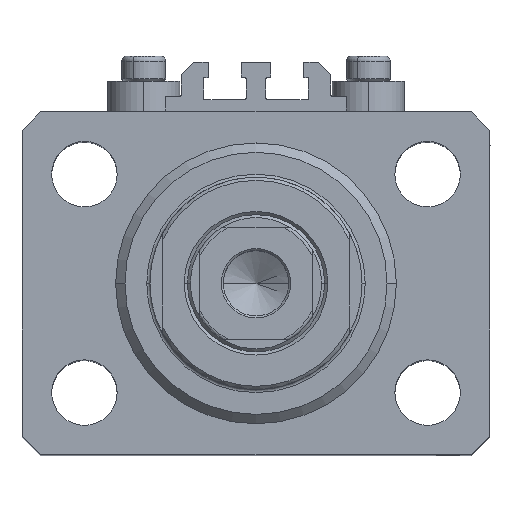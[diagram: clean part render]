
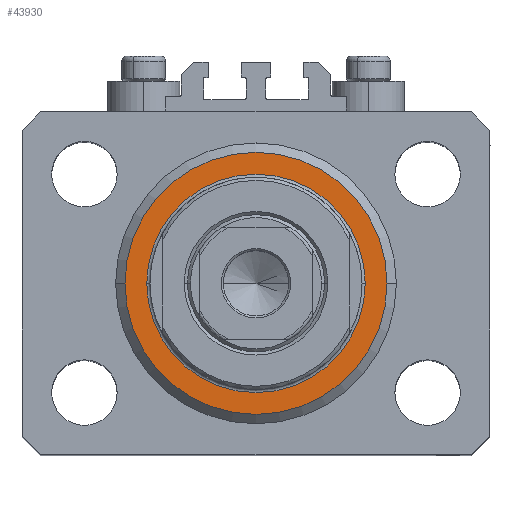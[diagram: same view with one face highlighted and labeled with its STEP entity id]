
A CAD part, top view. The second image highlights one B-rep face of the part: STEP entity #43930.
In plain terms, the highlighted face is planar.
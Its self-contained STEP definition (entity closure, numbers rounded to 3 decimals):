
#2696 = CARTESIAN_POINT ( 'NONE',  ( -17.5, 0., 0. ) ) ;
#3364 = CARTESIAN_POINT ( 'NONE',  ( 21., 0., 0. ) ) ;
#3819 = CARTESIAN_POINT ( 'NONE',  ( 0., 0., 0. ) ) ;
#5785 = CARTESIAN_POINT ( 'NONE',  ( 0., 0., 0. ) ) ;
#6211 = ORIENTED_EDGE ( 'NONE', *, *, #23956, .T. ) ;
#6608 = DIRECTION ( 'NONE',  ( 1., 0., 0. ) ) ;
#7420 = FACE_OUTER_BOUND ( 'NONE', #7875, .T. ) ;
#7545 = AXIS2_PLACEMENT_3D ( 'NONE', #5785, #31466, #13225 ) ;
#7875 = EDGE_LOOP ( 'NONE', ( #6211, #13373 ) ) ;
#7900 = EDGE_CURVE ( 'NONE', #41079, #14340, #14199, .T. ) ;
#9926 = AXIS2_PLACEMENT_3D ( 'NONE', #14636, #25691, #21847 ) ;
#10980 = CIRCLE ( 'NONE', #41629, 17.5 ) ;
#11262 = FACE_BOUND ( 'NONE', #34126, .T. ) ;
#13225 = DIRECTION ( 'NONE',  ( 1., 0., 0. ) ) ;
#13373 = ORIENTED_EDGE ( 'NONE', *, *, #22444, .T. ) ;
#13392 = CARTESIAN_POINT ( 'NONE',  ( -21., 0., 0. ) ) ;
#14199 = CIRCLE ( 'NONE', #16505, 17.5 ) ;
#14275 = CARTESIAN_POINT ( 'NONE',  ( 0., 0., 0. ) ) ;
#14340 = VERTEX_POINT ( 'NONE', #24343 ) ;
#14636 = CARTESIAN_POINT ( 'NONE',  ( 0., 0., 0. ) ) ;
#14687 = AXIS2_PLACEMENT_3D ( 'NONE', #3819, #36477, #18453 ) ;
#16505 = AXIS2_PLACEMENT_3D ( 'NONE', #21323, #40050, #39581 ) ;
#18453 = DIRECTION ( 'NONE',  ( 1., 0., 0. ) ) ;
#21013 = ORIENTED_EDGE ( 'NONE', *, *, #34560, .T. ) ;
#21323 = CARTESIAN_POINT ( 'NONE',  ( 0., 0., 0. ) ) ;
#21425 = CIRCLE ( 'NONE', #9926, 21. ) ;
#21847 = DIRECTION ( 'NONE',  ( 1., 0., 0. ) ) ;
#22444 = EDGE_CURVE ( 'NONE', #42442, #37834, #21425, .T. ) ;
#23956 = EDGE_CURVE ( 'NONE', #37834, #42442, #28250, .T. ) ;
#24343 = CARTESIAN_POINT ( 'NONE',  ( 17.5, 0., 0. ) ) ;
#25691 = DIRECTION ( 'NONE',  ( 0., 0., -1. ) ) ;
#28250 = CIRCLE ( 'NONE', #7545, 21. ) ;
#31466 = DIRECTION ( 'NONE',  ( 0., 0., -1. ) ) ;
#32292 = DIRECTION ( 'NONE',  ( 0., 0., 1. ) ) ;
#32621 = PLANE ( 'NONE',  #14687 ) ;
#34126 = EDGE_LOOP ( 'NONE', ( #21013, #34621 ) ) ;
#34560 = EDGE_CURVE ( 'NONE', #14340, #41079, #10980, .T. ) ;
#34621 = ORIENTED_EDGE ( 'NONE', *, *, #7900, .T. ) ;
#36477 = DIRECTION ( 'NONE',  ( 0., 0., 1. ) ) ;
#37834 = VERTEX_POINT ( 'NONE', #3364 ) ;
#39581 = DIRECTION ( 'NONE',  ( 1., 0., 0. ) ) ;
#40050 = DIRECTION ( 'NONE',  ( 0., 0., 1. ) ) ;
#41079 = VERTEX_POINT ( 'NONE', #2696 ) ;
#41629 = AXIS2_PLACEMENT_3D ( 'NONE', #14275, #32292, #6608 ) ;
#42442 = VERTEX_POINT ( 'NONE', #13392 ) ;
#43930 = ADVANCED_FACE ( 'NONE', ( #11262, #7420 ), #32621, .F. ) ;
